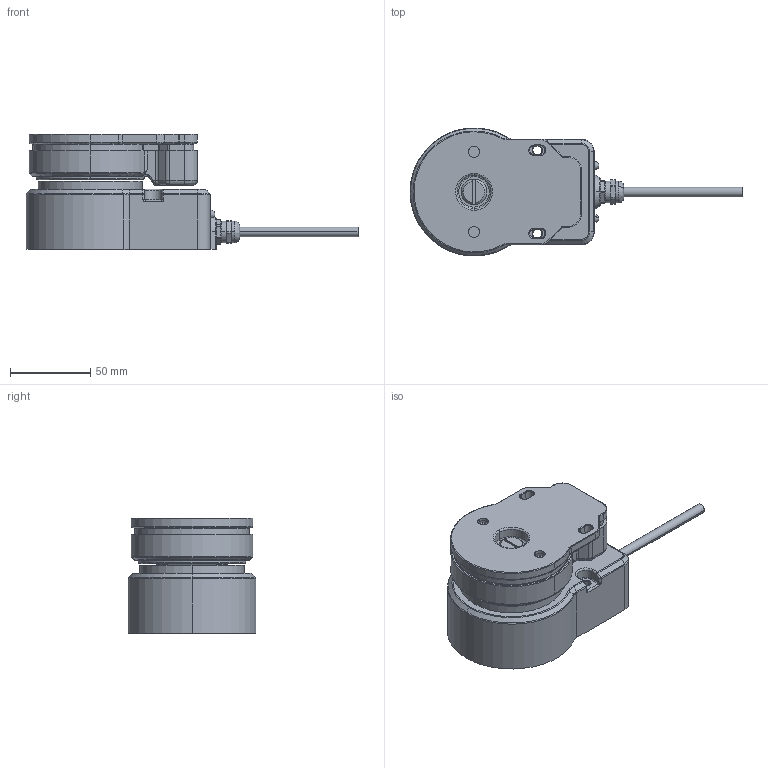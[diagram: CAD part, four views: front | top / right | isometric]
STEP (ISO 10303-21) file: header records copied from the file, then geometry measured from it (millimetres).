
FILE_DESCRIPTION (( 'STEP AP214' ), '1' );
FILE_NAME ('MGL-1M-M-464005.step', '2017-09-27T13:38:55', ( '' ), ( '' ), 'SwSTEP 2.0', 'SolidWorks 2017', '' );
FILE_SCHEMA (( 'AUTOMOTIVE_DESIGN' ));
Length unit declared in the file: inch
Products named in the file (3): MGL-1M-M-464005_2; MGL-1M-M-464005; MGL-1M-M-464005_1
Assembly tree (2 placements, depth 2):
  MGL-1M-M-464005
    MGL-1M-M-464005_1
    MGL-1M-M-464005_2
Bounding box: 207.35 x 79.84 x 72.4 mm (x, y, z)
Volume: 316453.1 mm3; surface area: 141629.2 mm2
Topology: 19 solids, 19 shells, 1753 faces, 4199 edges, 2487 vertices
Faces by surface type: cylinder 743, bspline 448, plane 428, cone 134
Entity records: 65439 total; most frequent: CARTESIAN_POINT 26735, ORIENTED_EDGE 8276, DIRECTION 7926, EDGE_CURVE 4138, AXIS2_PLACEMENT_3D 3088, VERTEX_POINT 2487, EDGE_LOOP 1883, CIRCLE 1778
